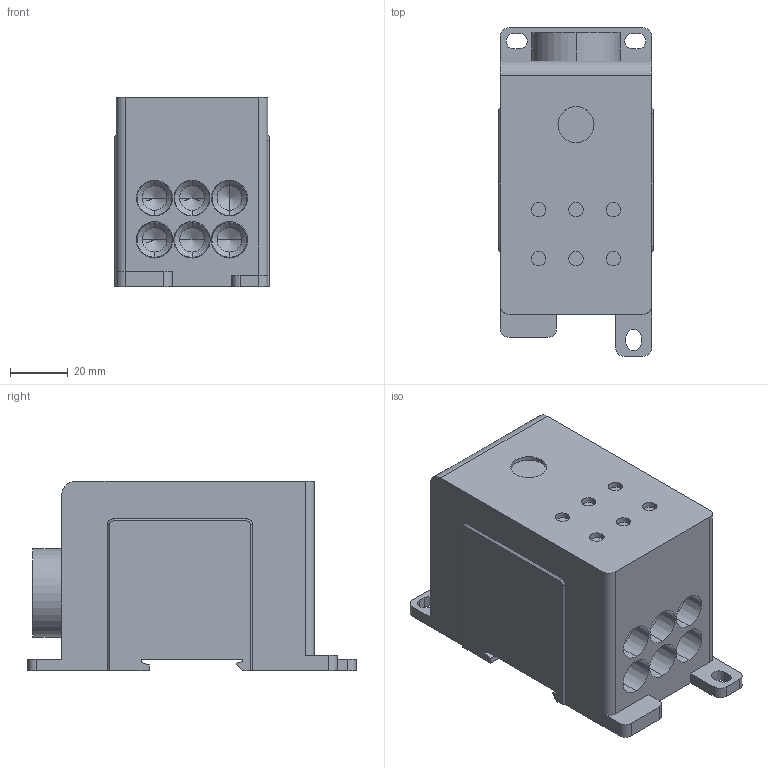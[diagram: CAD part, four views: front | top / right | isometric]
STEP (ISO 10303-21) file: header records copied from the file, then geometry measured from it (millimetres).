
FILE_DESCRIPTION (( 'STEP AP203' ), '1' );
FILE_NAME ('38688C.step', '2024-07-23T19:31:39', ( '' ), ( '' ), 'SwSTEP 2.0', 'SolidWorks 2023', '' );
FILE_SCHEMA (( 'CONFIG_CONTROL_DESIGN' ));
Length unit declared in the file: inch
Products named in the file (1): 38688C
Bounding box: 54 x 114 x 65.7 mm (x, y, z)
Volume: 269224.5 mm3; surface area: 41851.5 mm2
Topology: 1 solids, 2 shells, 146 faces, 376 edges, 235 vertices
Faces by surface type: plane 51, cylinder 50, cone 44, bspline 1
Entity records: 4460 total; most frequent: DIRECTION 795, CARTESIAN_POINT 770, ORIENTED_EDGE 724, EDGE_CURVE 362, AXIS2_PLACEMENT_3D 294, VERTEX_POINT 235, VECTOR 207, LINE 207
